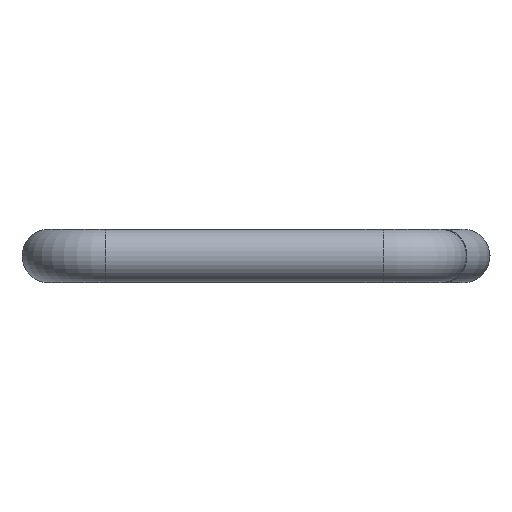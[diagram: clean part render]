
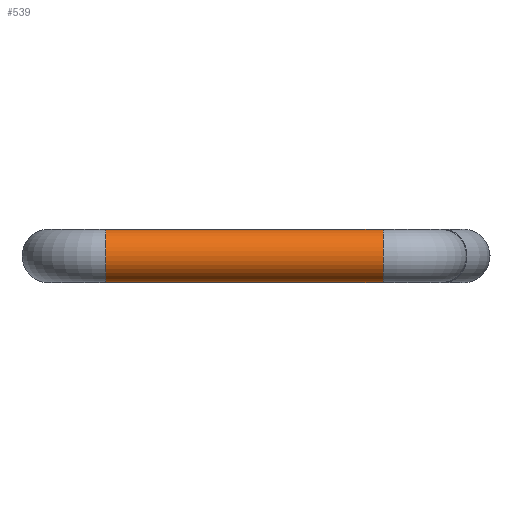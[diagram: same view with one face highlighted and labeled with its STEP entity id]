
A CAD part, left-side view. The second image highlights one B-rep face of the part: STEP entity #539.
In plain terms, the highlighted cylindrical face has radius 0.8 mm (diameter 1.6 mm), a full revolution.
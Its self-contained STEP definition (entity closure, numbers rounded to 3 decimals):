
#22=LINE('',#968,#37);
#37=VECTOR('',#762,0.8);
#52=CYLINDRICAL_SURFACE('',#612,0.8);
#71=FACE_OUTER_BOUND('',#100,.T.);
#100=EDGE_LOOP('',(#398,#399,#400,#401,#402,#403,#404,#405));
#134=CIRCLE('',#590,0.8);
#135=CIRCLE('',#591,0.8);
#136=CIRCLE('',#592,0.8);
#137=CIRCLE('',#594,0.8);
#138=CIRCLE('',#595,0.8);
#139=CIRCLE('',#596,0.8);
#204=VERTEX_POINT('',#924);
#205=VERTEX_POINT('',#926);
#206=VERTEX_POINT('',#928);
#207=VERTEX_POINT('',#932);
#208=VERTEX_POINT('',#933);
#209=VERTEX_POINT('',#935);
#268=EDGE_CURVE('',#204,#205,#134,.T.);
#269=EDGE_CURVE('',#205,#206,#135,.T.);
#270=EDGE_CURVE('',#206,#204,#136,.T.);
#271=EDGE_CURVE('',#207,#208,#137,.T.);
#272=EDGE_CURVE('',#209,#207,#138,.T.);
#273=EDGE_CURVE('',#208,#209,#139,.T.);
#289=EDGE_CURVE('',#205,#209,#22,.T.);
#398=ORIENTED_EDGE('',*,*,#269,.F.);
#399=ORIENTED_EDGE('',*,*,#289,.T.);
#400=ORIENTED_EDGE('',*,*,#272,.T.);
#401=ORIENTED_EDGE('',*,*,#271,.T.);
#402=ORIENTED_EDGE('',*,*,#273,.T.);
#403=ORIENTED_EDGE('',*,*,#289,.F.);
#404=ORIENTED_EDGE('',*,*,#268,.F.);
#405=ORIENTED_EDGE('',*,*,#270,.F.);
#539=ADVANCED_FACE('',(#71),#52,.T.);
#590=AXIS2_PLACEMENT_3D('',#927,#711,#712);
#591=AXIS2_PLACEMENT_3D('',#929,#713,#714);
#592=AXIS2_PLACEMENT_3D('',#930,#715,#716);
#594=AXIS2_PLACEMENT_3D('',#934,#719,#720);
#595=AXIS2_PLACEMENT_3D('',#936,#721,#722);
#596=AXIS2_PLACEMENT_3D('',#937,#723,#724);
#612=AXIS2_PLACEMENT_3D('',#967,#760,#761);
#711=DIRECTION('center_axis',(0.,1.,0.));
#712=DIRECTION('ref_axis',(0.,0.,1.));
#713=DIRECTION('center_axis',(0.,1.,0.));
#714=DIRECTION('ref_axis',(0.,0.,1.));
#715=DIRECTION('center_axis',(0.,1.,0.));
#716=DIRECTION('ref_axis',(0.,0.,1.));
#719=DIRECTION('center_axis',(0.,1.,0.));
#720=DIRECTION('ref_axis',(0.,0.,1.));
#721=DIRECTION('center_axis',(0.,1.,0.));
#722=DIRECTION('ref_axis',(0.,0.,1.));
#723=DIRECTION('center_axis',(0.,1.,0.));
#724=DIRECTION('ref_axis',(0.,0.,1.));
#760=DIRECTION('center_axis',(0.,1.,0.));
#761=DIRECTION('ref_axis',(0.,0.,1.));
#762=DIRECTION('',(0.,-1.,0.));
#924=CARTESIAN_POINT('',(-60.9,1.35,0.));
#926=CARTESIAN_POINT('',(-61.7,1.35,-0.8));
#927=CARTESIAN_POINT('Origin',(-61.7,1.35,0.));
#928=CARTESIAN_POINT('',(-61.7,1.35,0.8));
#929=CARTESIAN_POINT('Origin',(-61.7,1.35,0.));
#930=CARTESIAN_POINT('Origin',(-61.7,1.35,0.));
#932=CARTESIAN_POINT('',(-61.7,-6.95,0.8));
#933=CARTESIAN_POINT('',(-60.9,-6.95,0.));
#934=CARTESIAN_POINT('Origin',(-61.7,-6.95,0.));
#935=CARTESIAN_POINT('',(-61.7,-6.95,-0.8));
#936=CARTESIAN_POINT('Origin',(-61.7,-6.95,0.));
#937=CARTESIAN_POINT('Origin',(-61.7,-6.95,0.));
#967=CARTESIAN_POINT('Origin',(-61.7,-6.95,0.));
#968=CARTESIAN_POINT('',(-61.7,-6.95,-0.8));
